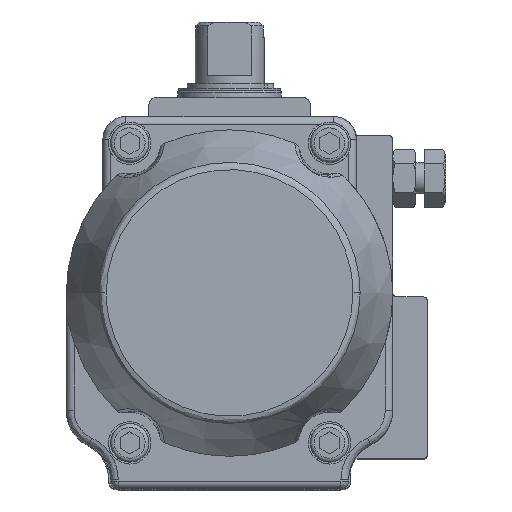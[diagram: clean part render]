
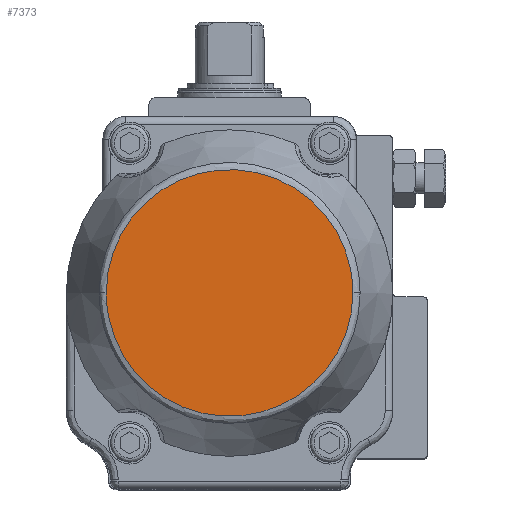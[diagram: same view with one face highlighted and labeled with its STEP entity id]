
A CAD part, top view. The second image highlights one B-rep face of the part: STEP entity #7373.
In plain terms, the highlighted planar face has unit normal (0, 0, 1).
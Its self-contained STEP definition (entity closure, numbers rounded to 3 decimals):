
#1850 = B_SPLINE_CURVE_WITH_KNOTS ( 'NONE', 3,
 ( #29131, #29145, #29156, #29157, #29158, #29159, #29160, #29161, #29162, #29163, #29164, #29165, #29166, #29167, #29168, #29169, #29170, #29171, #29172, #29173, #29174, #29175, #29176, #29177, #29178, #29179, #29180, #29181, #29182, #29183, #29184, #29185, #29186, #29187 ),
 .UNSPECIFIED., .F., .F.,
 ( 4, 2, 2, 2, 2, 2, 2, 2, 2, 2, 2, 2, 2, 2, 2, 2, 4 ),
 ( 0., 0.062, 0.125, 0.187, 0.25, 0.312, 0.375, 0.437, 0.5, 0.562, 0.625, 0.687, 0.75, 0.812, 0.875, 0.937, 1. ),
 .UNSPECIFIED. ) ;
#1938 = B_SPLINE_CURVE_WITH_KNOTS ( 'NONE', 3,
 ( #27806, #27809, #27839, #27841, #27843, #27845, #27847, #27849, #27851, #27853, #27855, #27857, #27859, #27861, #27863, #27865, #27867, #27869, #27871, #27873, #27875, #27877, #27879, #27881, #27882, #27884, #27886, #27888, #27890, #27892, #27894, #27896, #27897, #27898 ),
 .UNSPECIFIED., .F., .F.,
 ( 4, 2, 2, 2, 2, 2, 2, 2, 2, 2, 2, 2, 2, 2, 2, 2, 4 ),
 ( 0., 0.063, 0.125, 0.188, 0.25, 0.313, 0.375, 0.438, 0.5, 0.563, 0.625, 0.688, 0.75, 0.813, 0.875, 0.938, 1. ),
 .UNSPECIFIED. ) ;
#7373 = ADVANCED_FACE ( 'NONE', ( #25107 ), #25092, .T. ) ;
#8946 = EDGE_LOOP ( 'NONE', ( #14630, #14631 ) ) ;
#14630 = ORIENTED_EDGE ( 'NONE', *, *, #17299, .F. ) ;
#14631 = ORIENTED_EDGE ( 'NONE', *, *, #17380, .F. ) ;
#16174 = VERTEX_POINT ( 'NONE', #25548 ) ;
#16439 = VERTEX_POINT ( 'NONE', #25780 ) ;
#17299 = EDGE_CURVE ( 'NONE', #16439, #16174, #1938, .T. ) ;
#17380 = EDGE_CURVE ( 'NONE', #16174, #16439, #1850, .T. ) ;
#18323 = AXIS2_PLACEMENT_3D ( 'NONE', #25117, #25118, #25119 ) ;
#25092 = PLANE ( 'NONE',  #18323 ) ;
#25107 = FACE_OUTER_BOUND ( 'NONE', #8946, .T. ) ;
#25117 = CARTESIAN_POINT ( 'NONE',  ( 0., 0., 101.5 ) ) ;
#25118 = DIRECTION ( 'NONE',  ( 0., 0., 1. ) ) ;
#25119 = DIRECTION ( 'NONE',  ( 1., 0., 0. ) ) ;
#25548 = CARTESIAN_POINT ( 'NONE',  ( -32.104, 0., 101.5 ) ) ;
#25780 = CARTESIAN_POINT ( 'NONE',  ( 32.104, 0., 101.5 ) ) ;
#27806 = CARTESIAN_POINT ( 'NONE',  ( 32.104, 0., 101.5 ) ) ;
#27809 = CARTESIAN_POINT ( 'NONE',  ( 32.104, -2.101, 101.5 ) ) ;
#27839 = CARTESIAN_POINT ( 'NONE',  ( 31.897, -4.202, 101.5 ) ) ;
#27841 = CARTESIAN_POINT ( 'NONE',  ( 31.077, -8.324, 101.5 ) ) ;
#27843 = CARTESIAN_POINT ( 'NONE',  ( 30.464, -10.344, 101.5 ) ) ;
#27845 = CARTESIAN_POINT ( 'NONE',  ( 28.856, -14.227, 101.5 ) ) ;
#27847 = CARTESIAN_POINT ( 'NONE',  ( 27.861, -16.089, 101.5 ) ) ;
#27849 = CARTESIAN_POINT ( 'NONE',  ( 25.526, -19.583, 101.5 ) ) ;
#27851 = CARTESIAN_POINT ( 'NONE',  ( 24.187, -21.215, 101.5 ) ) ;
#27853 = CARTESIAN_POINT ( 'NONE',  ( 21.215, -24.187, 101.5 ) ) ;
#27855 = CARTESIAN_POINT ( 'NONE',  ( 19.583, -25.526, 101.5 ) ) ;
#27857 = CARTESIAN_POINT ( 'NONE',  ( 16.089, -27.861, 101.5 ) ) ;
#27859 = CARTESIAN_POINT ( 'NONE',  ( 14.227, -28.856, 101.5 ) ) ;
#27861 = CARTESIAN_POINT ( 'NONE',  ( 10.344, -30.464, 101.5 ) ) ;
#27863 = CARTESIAN_POINT ( 'NONE',  ( 8.324, -31.077, 101.5 ) ) ;
#27865 = CARTESIAN_POINT ( 'NONE',  ( 4.202, -31.897, 101.5 ) ) ;
#27867 = CARTESIAN_POINT ( 'NONE',  ( 2.101, -32.104, 101.5 ) ) ;
#27869 = CARTESIAN_POINT ( 'NONE',  ( -2.101, -32.104, 101.5 ) ) ;
#27871 = CARTESIAN_POINT ( 'NONE',  ( -4.202, -31.897, 101.5 ) ) ;
#27873 = CARTESIAN_POINT ( 'NONE',  ( -8.324, -31.077, 101.5 ) ) ;
#27875 = CARTESIAN_POINT ( 'NONE',  ( -10.344, -30.464, 101.5 ) ) ;
#27877 = CARTESIAN_POINT ( 'NONE',  ( -14.227, -28.856, 101.5 ) ) ;
#27879 = CARTESIAN_POINT ( 'NONE',  ( -16.089, -27.861, 101.5 ) ) ;
#27881 = CARTESIAN_POINT ( 'NONE',  ( -19.583, -25.526, 101.5 ) ) ;
#27882 = CARTESIAN_POINT ( 'NONE',  ( -21.215, -24.187, 101.5 ) ) ;
#27884 = CARTESIAN_POINT ( 'NONE',  ( -24.187, -21.215, 101.5 ) ) ;
#27886 = CARTESIAN_POINT ( 'NONE',  ( -25.526, -19.583, 101.5 ) ) ;
#27888 = CARTESIAN_POINT ( 'NONE',  ( -27.861, -16.089, 101.5 ) ) ;
#27890 = CARTESIAN_POINT ( 'NONE',  ( -28.856, -14.227, 101.5 ) ) ;
#27892 = CARTESIAN_POINT ( 'NONE',  ( -30.464, -10.344, 101.5 ) ) ;
#27894 = CARTESIAN_POINT ( 'NONE',  ( -31.077, -8.324, 101.5 ) ) ;
#27896 = CARTESIAN_POINT ( 'NONE',  ( -31.897, -4.202, 101.5 ) ) ;
#27897 = CARTESIAN_POINT ( 'NONE',  ( -32.104, -2.101, 101.5 ) ) ;
#27898 = CARTESIAN_POINT ( 'NONE',  ( -32.104, 0., 101.5 ) ) ;
#29131 = CARTESIAN_POINT ( 'NONE',  ( -32.104, 0., 101.5 ) ) ;
#29145 = CARTESIAN_POINT ( 'NONE',  ( -32.104, 2.101, 101.5 ) ) ;
#29156 = CARTESIAN_POINT ( 'NONE',  ( -31.897, 4.202, 101.5 ) ) ;
#29157 = CARTESIAN_POINT ( 'NONE',  ( -31.077, 8.324, 101.5 ) ) ;
#29158 = CARTESIAN_POINT ( 'NONE',  ( -30.464, 10.344, 101.5 ) ) ;
#29159 = CARTESIAN_POINT ( 'NONE',  ( -28.856, 14.227, 101.5 ) ) ;
#29160 = CARTESIAN_POINT ( 'NONE',  ( -27.861, 16.089, 101.5 ) ) ;
#29161 = CARTESIAN_POINT ( 'NONE',  ( -25.526, 19.583, 101.5 ) ) ;
#29162 = CARTESIAN_POINT ( 'NONE',  ( -24.187, 21.215, 101.5 ) ) ;
#29163 = CARTESIAN_POINT ( 'NONE',  ( -21.215, 24.187, 101.5 ) ) ;
#29164 = CARTESIAN_POINT ( 'NONE',  ( -19.583, 25.526, 101.5 ) ) ;
#29165 = CARTESIAN_POINT ( 'NONE',  ( -16.089, 27.861, 101.5 ) ) ;
#29166 = CARTESIAN_POINT ( 'NONE',  ( -14.227, 28.856, 101.5 ) ) ;
#29167 = CARTESIAN_POINT ( 'NONE',  ( -10.344, 30.464, 101.5 ) ) ;
#29168 = CARTESIAN_POINT ( 'NONE',  ( -8.324, 31.077, 101.5 ) ) ;
#29169 = CARTESIAN_POINT ( 'NONE',  ( -4.202, 31.897, 101.5 ) ) ;
#29170 = CARTESIAN_POINT ( 'NONE',  ( -2.101, 32.104, 101.5 ) ) ;
#29171 = CARTESIAN_POINT ( 'NONE',  ( 2.101, 32.104, 101.5 ) ) ;
#29172 = CARTESIAN_POINT ( 'NONE',  ( 4.202, 31.897, 101.5 ) ) ;
#29173 = CARTESIAN_POINT ( 'NONE',  ( 8.324, 31.077, 101.5 ) ) ;
#29174 = CARTESIAN_POINT ( 'NONE',  ( 10.344, 30.464, 101.5 ) ) ;
#29175 = CARTESIAN_POINT ( 'NONE',  ( 14.227, 28.856, 101.5 ) ) ;
#29176 = CARTESIAN_POINT ( 'NONE',  ( 16.089, 27.861, 101.5 ) ) ;
#29177 = CARTESIAN_POINT ( 'NONE',  ( 19.583, 25.526, 101.5 ) ) ;
#29178 = CARTESIAN_POINT ( 'NONE',  ( 21.215, 24.187, 101.5 ) ) ;
#29179 = CARTESIAN_POINT ( 'NONE',  ( 24.187, 21.215, 101.5 ) ) ;
#29180 = CARTESIAN_POINT ( 'NONE',  ( 25.526, 19.583, 101.5 ) ) ;
#29181 = CARTESIAN_POINT ( 'NONE',  ( 27.861, 16.089, 101.5 ) ) ;
#29182 = CARTESIAN_POINT ( 'NONE',  ( 28.856, 14.227, 101.5 ) ) ;
#29183 = CARTESIAN_POINT ( 'NONE',  ( 30.464, 10.344, 101.5 ) ) ;
#29184 = CARTESIAN_POINT ( 'NONE',  ( 31.077, 8.324, 101.5 ) ) ;
#29185 = CARTESIAN_POINT ( 'NONE',  ( 31.897, 4.202, 101.5 ) ) ;
#29186 = CARTESIAN_POINT ( 'NONE',  ( 32.104, 2.101, 101.5 ) ) ;
#29187 = CARTESIAN_POINT ( 'NONE',  ( 32.104, 0., 101.5 ) ) ;
